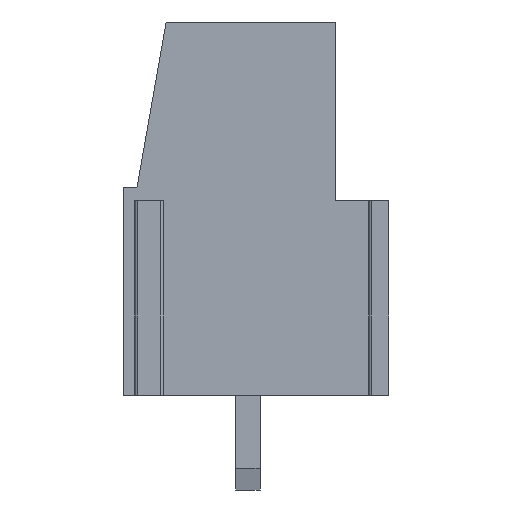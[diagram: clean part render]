
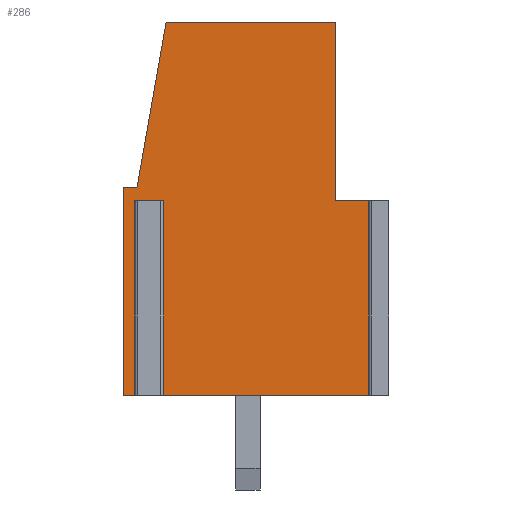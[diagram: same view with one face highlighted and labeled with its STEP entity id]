
A CAD part, left-side view. The second image highlights one B-rep face of the part: STEP entity #286.
In plain terms, the highlighted planar face has unit normal (-1, 0, 0).
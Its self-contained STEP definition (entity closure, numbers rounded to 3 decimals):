
#286=ADVANCED_FACE('',(#703),#704,.T.);
#703=FACE_OUTER_BOUND('',#1256,.T.);
#704=PLANE('',#1257);
#1256=EDGE_LOOP('',(#2059,#2060,#2061,#2062,#2063,#2064,#2065,#2066,#2067,#2068,#2069,#2070));
#1257=AXIS2_PLACEMENT_3D('',#2071,#2072,#2073);
#2059=ORIENTED_EDGE('',*,*,#3432,.F.);
#2060=ORIENTED_EDGE('',*,*,#3495,.T.);
#2061=ORIENTED_EDGE('',*,*,#3498,.F.);
#2062=ORIENTED_EDGE('',*,*,#3478,.F.);
#2063=ORIENTED_EDGE('',*,*,#3523,.F.);
#2064=ORIENTED_EDGE('',*,*,#3520,.F.);
#2065=ORIENTED_EDGE('',*,*,#3438,.F.);
#2066=ORIENTED_EDGE('',*,*,#3517,.T.);
#2067=ORIENTED_EDGE('',*,*,#3506,.F.);
#2068=ORIENTED_EDGE('',*,*,#3533,.T.);
#2069=ORIENTED_EDGE('',*,*,#3460,.F.);
#2070=ORIENTED_EDGE('',*,*,#3515,.T.);
#2071=CARTESIAN_POINT('',(-2.54,0.0,0.0));
#2072=DIRECTION('',(-1.0,0.0,0.0));
#2073=DIRECTION('',(0.0,0.0,1.0));
#3432=EDGE_CURVE('',#4150,#4153,#4154,.T.);
#3438=EDGE_CURVE('',#4161,#4163,#4164,.T.);
#3460=EDGE_CURVE('',#4191,#4193,#4194,.T.);
#3478=EDGE_CURVE('',#4216,#4218,#4219,.T.);
#3495=EDGE_CURVE('',#4150,#4240,#4242,.T.);
#3498=EDGE_CURVE('',#4218,#4240,#4245,.T.);
#3506=EDGE_CURVE('',#4253,#4255,#4256,.T.);
#3515=EDGE_CURVE('',#4191,#4153,#4266,.T.);
#3517=EDGE_CURVE('',#4161,#4255,#4268,.T.);
#3520=EDGE_CURVE('',#4163,#4271,#4272,.T.);
#3523=EDGE_CURVE('',#4271,#4216,#4275,.T.);
#3533=EDGE_CURVE('',#4253,#4193,#4285,.T.);
#4150=VERTEX_POINT('',#5194);
#4153=VERTEX_POINT('',#5198);
#4154=LINE('',#5199,#5200);
#4161=VERTEX_POINT('',#5210);
#4163=VERTEX_POINT('',#5213);
#4164=LINE('',#5214,#5215);
#4191=VERTEX_POINT('',#5254);
#4193=VERTEX_POINT('',#5257);
#4194=LINE('',#5258,#5259);
#4216=VERTEX_POINT('',#5291);
#4218=VERTEX_POINT('',#5294);
#4219=LINE('',#5295,#5296);
#4240=VERTEX_POINT('',#5326);
#4242=LINE('',#5329,#5330);
#4245=LINE('',#5334,#5335);
#4253=VERTEX_POINT('',#5346);
#4255=VERTEX_POINT('',#5349);
#4256=LINE('',#5350,#5351);
#4266=LINE('',#5364,#5365);
#4268=LINE('',#5367,#5368);
#4271=VERTEX_POINT('',#5372);
#4272=LINE('',#5373,#5374);
#4275=LINE('',#5378,#5379);
#4285=LINE('',#5390,#5391);
#5194=CARTESIAN_POINT('',(-2.54,-9.346,7.2));
#5198=CARTESIAN_POINT('',(-2.54,-9.346,0.0));
#5199=CARTESIAN_POINT('',(-2.54,-9.346,-11.5));
#5200=VECTOR('',#6540,1000.0);
#5210=CARTESIAN_POINT('',(-2.54,0.0,0.0));
#5213=CARTESIAN_POINT('',(-2.54,0.0,7.7));
#5214=CARTESIAN_POINT('',(-2.54,0.0,-11.5));
#5215=VECTOR('',#6545,1000.0);
#5254=CARTESIAN_POINT('',(-2.54,-1.204,0.0));
#5257=CARTESIAN_POINT('',(-2.54,-1.204,7.2));
#5258=CARTESIAN_POINT('',(-2.54,-1.204,-11.5));
#5259=VECTOR('',#6568,1000.0);
#5291=CARTESIAN_POINT('',(-2.54,-1.576,13.8));
#5294=CARTESIAN_POINT('',(-2.54,-7.85,13.8));
#5295=CARTESIAN_POINT('',(-2.54,0.0,13.8));
#5296=VECTOR('',#6583,1000.0);
#5326=CARTESIAN_POINT('',(-2.54,-7.85,7.2));
#5329=CARTESIAN_POINT('',(-2.54,0.0,7.2));
#5330=VECTOR('',#6600,1000.0);
#5334=CARTESIAN_POINT('',(-2.54,-7.85,-11.5));
#5335=VECTOR('',#6602,1000.0);
#5346=CARTESIAN_POINT('',(-2.54,-0.696,7.2));
#5349=CARTESIAN_POINT('',(-2.54,-0.696,0.0));
#5350=CARTESIAN_POINT('',(-2.54,-0.696,-11.5));
#5351=VECTOR('',#6607,1000.0);
#5364=CARTESIAN_POINT('',(-2.54,0.0,0.0));
#5365=VECTOR('',#6614,1000.0);
#5367=CARTESIAN_POINT('',(-2.54,0.0,0.0));
#5368=VECTOR('',#6618,1000.0);
#5372=CARTESIAN_POINT('',(-2.54,-0.5,7.7));
#5373=CARTESIAN_POINT('',(-2.54,0.0,7.7));
#5374=VECTOR('',#6620,1000.0);
#5378=CARTESIAN_POINT('',(-2.54,2.885,-11.5));
#5379=VECTOR('',#6622,1000.0);
#5390=CARTESIAN_POINT('',(-2.54,0.0,7.2));
#5391=VECTOR('',#6627,1000.0);
#6540=DIRECTION('',(0.0,0.0,-1.0));
#6545=DIRECTION('',(0.0,0.0,1.0));
#6568=DIRECTION('',(0.0,0.0,1.0));
#6583=DIRECTION('',(0.0,-1.0,0.));
#6600=DIRECTION('',(0.0,1.0,0.0));
#6602=DIRECTION('',(0.0,0.0,-1.0));
#6607=DIRECTION('',(0.0,0.0,-1.0));
#6614=DIRECTION('',(0.0,-1.0,0.0));
#6618=DIRECTION('',(0.0,-1.0,0.0));
#6620=DIRECTION('',(0.0,-1.0,0.0));
#6622=DIRECTION('',(0.0,-0.174,0.985));
#6627=DIRECTION('',(0.0,-1.0,0.0));
